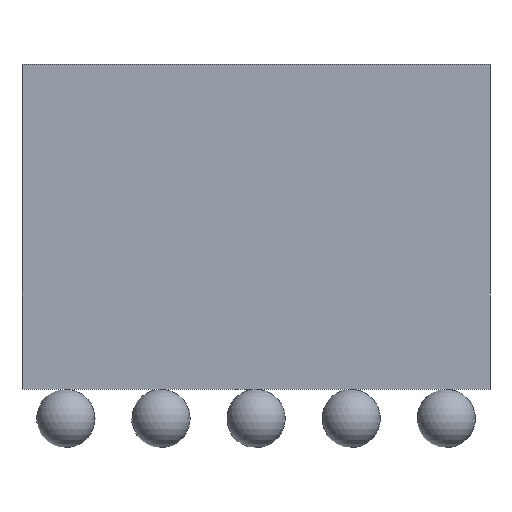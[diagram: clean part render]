
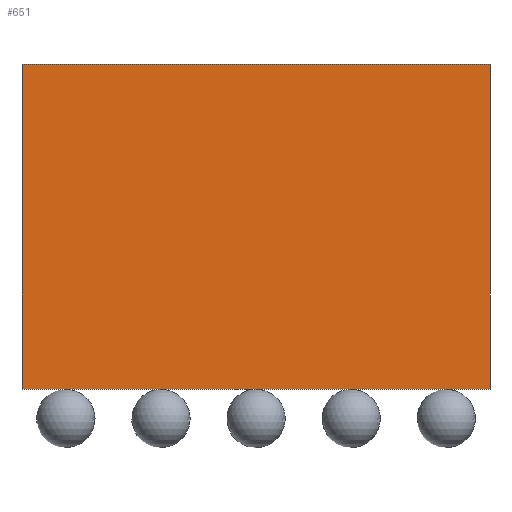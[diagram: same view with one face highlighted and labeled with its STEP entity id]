
A CAD part, front view. The second image highlights one B-rep face of the part: STEP entity #651.
In plain terms, the highlighted planar face has unit normal (0, -1, 0).
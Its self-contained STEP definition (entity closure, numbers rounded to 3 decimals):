
#535 = EDGE_CURVE('',#536,#538,#540,.T.);
#536 = VERTEX_POINT('',#537);
#537 = CARTESIAN_POINT('',(-3.125,-5.625,0.78));
#538 = VERTEX_POINT('',#539);
#539 = CARTESIAN_POINT('',(-3.125,-5.625,5.12));
#540 = SURFACE_CURVE('',#541,(#545,#557),.PCURVE_S1.);
#541 = LINE('',#542,#543);
#542 = CARTESIAN_POINT('',(-3.125,-5.625,0.78));
#543 = VECTOR('',#544,1.);
#544 = DIRECTION('',(0.,0.,1.));
#545 = PCURVE('',#546,#551);
#546 = PLANE('',#547);
#547 = AXIS2_PLACEMENT_3D('',#548,#549,#550);
#548 = CARTESIAN_POINT('',(-3.125,-5.625,0.78));
#549 = DIRECTION('',(1.,0.,0.));
#550 = DIRECTION('',(0.,0.,1.));
#551 = DEFINITIONAL_REPRESENTATION('',(#552),#556);
#552 = LINE('',#553,#554);
#553 = CARTESIAN_POINT('',(0.,0.));
#554 = VECTOR('',#555,1.);
#555 = DIRECTION('',(1.,0.));
#556 = ( GEOMETRIC_REPRESENTATION_CONTEXT(2) 
PARAMETRIC_REPRESENTATION_CONTEXT() REPRESENTATION_CONTEXT('2D SPACE',''
  ) );
#557 = PCURVE('',#558,#563);
#558 = PLANE('',#559);
#559 = AXIS2_PLACEMENT_3D('',#560,#561,#562);
#560 = CARTESIAN_POINT('',(-3.125,-5.625,0.78));
#561 = DIRECTION('',(0.,1.,0.));
#562 = DIRECTION('',(0.,0.,1.));
#563 = DEFINITIONAL_REPRESENTATION('',(#564),#568);
#564 = LINE('',#565,#566);
#565 = CARTESIAN_POINT('',(0.,0.));
#566 = VECTOR('',#567,1.);
#567 = DIRECTION('',(1.,0.));
#568 = ( GEOMETRIC_REPRESENTATION_CONTEXT(2) 
PARAMETRIC_REPRESENTATION_CONTEXT() REPRESENTATION_CONTEXT('2D SPACE',''
  ) );
#586 = PLANE('',#587);
#587 = AXIS2_PLACEMENT_3D('',#588,#589,#590);
#588 = CARTESIAN_POINT('',(-3.125,-5.625,0.78));
#589 = DIRECTION('',(0.,0.,1.));
#590 = DIRECTION('',(1.,0.,0.));
#640 = PLANE('',#641);
#641 = AXIS2_PLACEMENT_3D('',#642,#643,#644);
#642 = CARTESIAN_POINT('',(-3.125,-5.625,5.12));
#643 = DIRECTION('',(0.,0.,1.));
#644 = DIRECTION('',(1.,0.,0.));
#651 = ADVANCED_FACE('',(#652),#558,.F.);
#652 = FACE_BOUND('',#653,.F.);
#653 = EDGE_LOOP('',(#654,#677,#678,#701));
#654 = ORIENTED_EDGE('',*,*,#655,.F.);
#655 = EDGE_CURVE('',#536,#656,#658,.T.);
#656 = VERTEX_POINT('',#657);
#657 = CARTESIAN_POINT('',(3.125,-5.625,0.78));
#658 = SURFACE_CURVE('',#659,(#663,#670),.PCURVE_S1.);
#659 = LINE('',#660,#661);
#660 = CARTESIAN_POINT('',(-3.125,-5.625,0.78));
#661 = VECTOR('',#662,1.);
#662 = DIRECTION('',(1.,0.,0.));
#663 = PCURVE('',#558,#664);
#664 = DEFINITIONAL_REPRESENTATION('',(#665),#669);
#665 = LINE('',#666,#667);
#666 = CARTESIAN_POINT('',(0.,0.));
#667 = VECTOR('',#668,1.);
#668 = DIRECTION('',(0.,1.));
#669 = ( GEOMETRIC_REPRESENTATION_CONTEXT(2) 
PARAMETRIC_REPRESENTATION_CONTEXT() REPRESENTATION_CONTEXT('2D SPACE',''
  ) );
#670 = PCURVE('',#586,#671);
#671 = DEFINITIONAL_REPRESENTATION('',(#672),#676);
#672 = LINE('',#673,#674);
#673 = CARTESIAN_POINT('',(0.,0.));
#674 = VECTOR('',#675,1.);
#675 = DIRECTION('',(1.,0.));
#676 = ( GEOMETRIC_REPRESENTATION_CONTEXT(2) 
PARAMETRIC_REPRESENTATION_CONTEXT() REPRESENTATION_CONTEXT('2D SPACE',''
  ) );
#677 = ORIENTED_EDGE('',*,*,#535,.T.);
#678 = ORIENTED_EDGE('',*,*,#679,.T.);
#679 = EDGE_CURVE('',#538,#680,#682,.T.);
#680 = VERTEX_POINT('',#681);
#681 = CARTESIAN_POINT('',(3.125,-5.625,5.12));
#682 = SURFACE_CURVE('',#683,(#687,#694),.PCURVE_S1.);
#683 = LINE('',#684,#685);
#684 = CARTESIAN_POINT('',(-3.125,-5.625,5.12));
#685 = VECTOR('',#686,1.);
#686 = DIRECTION('',(1.,0.,0.));
#687 = PCURVE('',#558,#688);
#688 = DEFINITIONAL_REPRESENTATION('',(#689),#693);
#689 = LINE('',#690,#691);
#690 = CARTESIAN_POINT('',(4.34,0.));
#691 = VECTOR('',#692,1.);
#692 = DIRECTION('',(0.,1.));
#693 = ( GEOMETRIC_REPRESENTATION_CONTEXT(2) 
PARAMETRIC_REPRESENTATION_CONTEXT() REPRESENTATION_CONTEXT('2D SPACE',''
  ) );
#694 = PCURVE('',#640,#695);
#695 = DEFINITIONAL_REPRESENTATION('',(#696),#700);
#696 = LINE('',#697,#698);
#697 = CARTESIAN_POINT('',(0.,0.));
#698 = VECTOR('',#699,1.);
#699 = DIRECTION('',(1.,0.));
#700 = ( GEOMETRIC_REPRESENTATION_CONTEXT(2) 
PARAMETRIC_REPRESENTATION_CONTEXT() REPRESENTATION_CONTEXT('2D SPACE',''
  ) );
#701 = ORIENTED_EDGE('',*,*,#702,.F.);
#702 = EDGE_CURVE('',#656,#680,#703,.T.);
#703 = SURFACE_CURVE('',#704,(#708,#715),.PCURVE_S1.);
#704 = LINE('',#705,#706);
#705 = CARTESIAN_POINT('',(3.125,-5.625,0.78));
#706 = VECTOR('',#707,1.);
#707 = DIRECTION('',(0.,0.,1.));
#708 = PCURVE('',#558,#709);
#709 = DEFINITIONAL_REPRESENTATION('',(#710),#714);
#710 = LINE('',#711,#712);
#711 = CARTESIAN_POINT('',(0.,6.25));
#712 = VECTOR('',#713,1.);
#713 = DIRECTION('',(1.,0.));
#714 = ( GEOMETRIC_REPRESENTATION_CONTEXT(2) 
PARAMETRIC_REPRESENTATION_CONTEXT() REPRESENTATION_CONTEXT('2D SPACE',''
  ) );
#715 = PCURVE('',#716,#721);
#716 = PLANE('',#717);
#717 = AXIS2_PLACEMENT_3D('',#718,#719,#720);
#718 = CARTESIAN_POINT('',(3.125,-5.625,0.78));
#719 = DIRECTION('',(1.,0.,0.));
#720 = DIRECTION('',(0.,0.,1.));
#721 = DEFINITIONAL_REPRESENTATION('',(#722),#726);
#722 = LINE('',#723,#724);
#723 = CARTESIAN_POINT('',(0.,0.));
#724 = VECTOR('',#725,1.);
#725 = DIRECTION('',(1.,0.));
#726 = ( GEOMETRIC_REPRESENTATION_CONTEXT(2) 
PARAMETRIC_REPRESENTATION_CONTEXT() REPRESENTATION_CONTEXT('2D SPACE',''
  ) );
